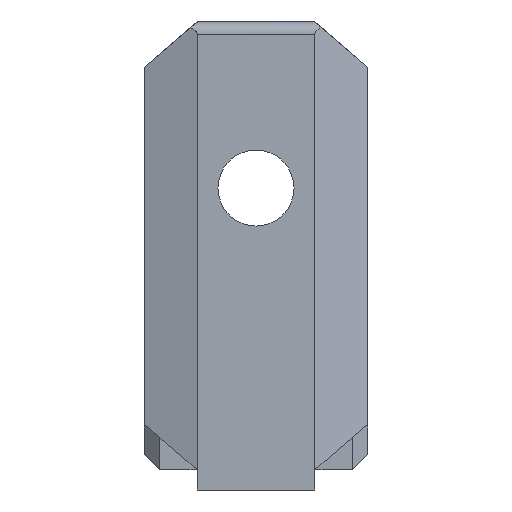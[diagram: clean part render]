
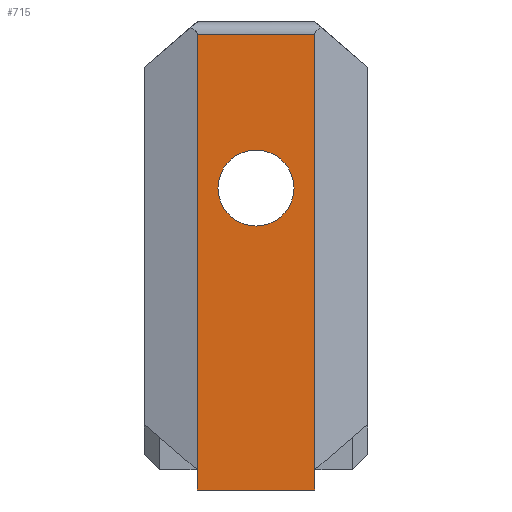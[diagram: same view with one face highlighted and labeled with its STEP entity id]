
A CAD part, front view. The second image highlights one B-rep face of the part: STEP entity #715.
In plain terms, the highlighted planar face has unit normal (0, -1, 0).
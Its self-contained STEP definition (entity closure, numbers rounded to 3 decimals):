
#15=FACE_BOUND('',#110,.T.);
#25=PLANE('',#783);
#69=FACE_OUTER_BOUND('',#109,.T.);
#109=EDGE_LOOP('',(#566,#567,#568,#569,#570,#571));
#110=EDGE_LOOP('',(#572));
#144=LINE('',#1033,#232);
#153=LINE('',#1053,#241);
#165=LINE('',#1085,#253);
#183=LINE('',#1123,#271);
#184=LINE('',#1125,#272);
#185=LINE('',#1126,#273);
#232=VECTOR('',#836,10.);
#241=VECTOR('',#853,10.);
#253=VECTOR('',#877,10.);
#271=VECTOR('',#909,10.);
#272=VECTOR('',#910,10.);
#273=VECTOR('',#911,10.);
#320=CIRCLE('',#762,2.518);
#330=VERTEX_POINT('',#1019);
#335=VERTEX_POINT('',#1030);
#336=VERTEX_POINT('',#1032);
#343=VERTEX_POINT('',#1052);
#356=VERTEX_POINT('',#1082);
#357=VERTEX_POINT('',#1084);
#371=VERTEX_POINT('',#1124);
#396=EDGE_CURVE('',#330,#330,#320,.T.);
#401=EDGE_CURVE('',#335,#336,#144,.T.);
#411=EDGE_CURVE('',#336,#343,#153,.T.);
#427=EDGE_CURVE('',#357,#356,#165,.T.);
#447=EDGE_CURVE('',#357,#335,#183,.T.);
#448=EDGE_CURVE('',#356,#371,#184,.T.);
#449=EDGE_CURVE('',#371,#343,#185,.T.);
#566=ORIENTED_EDGE('',*,*,#401,.F.);
#567=ORIENTED_EDGE('',*,*,#447,.F.);
#568=ORIENTED_EDGE('',*,*,#427,.T.);
#569=ORIENTED_EDGE('',*,*,#448,.T.);
#570=ORIENTED_EDGE('',*,*,#449,.T.);
#571=ORIENTED_EDGE('',*,*,#411,.F.);
#572=ORIENTED_EDGE('',*,*,#396,.T.);
#715=ADVANCED_FACE('',(#69,#15),#25,.T.);
#762=AXIS2_PLACEMENT_3D('',#1021,#825,#826);
#783=AXIS2_PLACEMENT_3D('',#1122,#907,#908);
#825=DIRECTION('center_axis',(0.,1.,0.));
#826=DIRECTION('ref_axis',(-1.,0.,0.));
#836=DIRECTION('',(1.,0.,0.));
#853=DIRECTION('',(0.,0.,-1.));
#877=DIRECTION('',(0.,0.,-1.));
#907=DIRECTION('center_axis',(0.,-1.,0.));
#908=DIRECTION('ref_axis',(-1.,0.,0.));
#909=DIRECTION('',(0.,0.,1.));
#910=DIRECTION('',(1.,0.,0.));
#911=DIRECTION('',(0.,0.,1.));
#1019=CARTESIAN_POINT('',(2.518,-7.2,12.8));
#1021=CARTESIAN_POINT('Origin',(0.,-7.2,12.8));
#1030=CARTESIAN_POINT('',(-3.9,-7.2,23.));
#1032=CARTESIAN_POINT('',(3.9,-7.2,23.));
#1033=CARTESIAN_POINT('',(1.95,-7.2,23.));
#1052=CARTESIAN_POINT('',(3.9,-7.2,-5.85));
#1053=CARTESIAN_POINT('',(3.9,-7.2,-3.6));
#1082=CARTESIAN_POINT('',(-3.9,-7.2,-7.2));
#1084=CARTESIAN_POINT('',(-3.9,-7.2,-5.85));
#1085=CARTESIAN_POINT('',(-3.9,-7.2,-3.6));
#1122=CARTESIAN_POINT('Origin',(3.9,-7.2,0.));
#1123=CARTESIAN_POINT('',(-3.9,-7.2,-3.6));
#1124=CARTESIAN_POINT('',(3.9,-7.2,-7.2));
#1125=CARTESIAN_POINT('',(3.7,-7.2,-7.2));
#1126=CARTESIAN_POINT('',(3.9,-7.2,-3.6));
